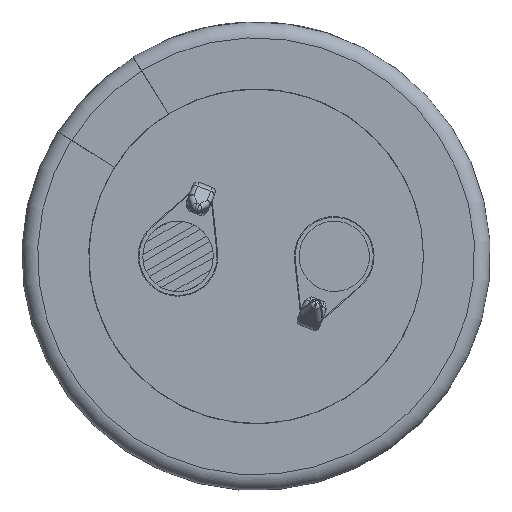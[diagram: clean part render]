
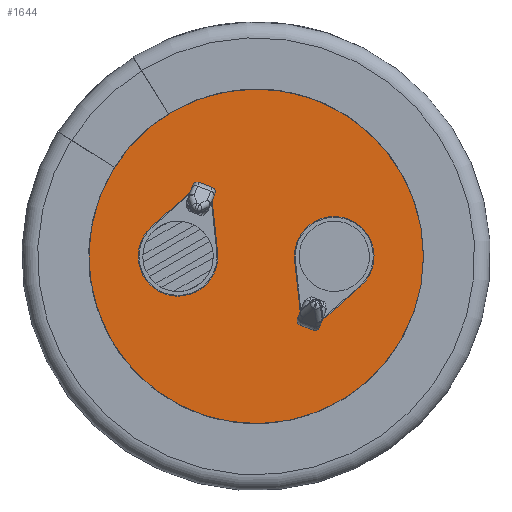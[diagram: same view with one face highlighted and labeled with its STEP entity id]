
A CAD part, front view. The second image highlights one B-rep face of the part: STEP entity #1644.
In plain terms, the highlighted planar face has unit normal (0, -1, 0).
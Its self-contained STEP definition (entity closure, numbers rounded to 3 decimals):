
#1644 = ADVANCED_FACE( '', ( #3463, #3464, #3465 ), #3466, .T. );
#3463 = FACE_OUTER_BOUND( '', #7176, .T. );
#3464 = FACE_BOUND( '', #7177, .T. );
#3465 = FACE_BOUND( '', #7178, .T. );
#3466 = PLANE( '', #7179 );
#7176 = EDGE_LOOP( '', ( #11965 ) );
#7177 = EDGE_LOOP( '', ( #11966, #11967, #11968, #11969 ) );
#7178 = EDGE_LOOP( '', ( #11970, #11971, #11972, #11973 ) );
#7179 = AXIS2_PLACEMENT_3D( '', #11974, #11975, #11976 );
#11965 = ORIENTED_EDGE( '', *, *, #13868, .T. );
#11966 = ORIENTED_EDGE( '', *, *, #14632, .F. );
#11967 = ORIENTED_EDGE( '', *, *, #13645, .F. );
#11968 = ORIENTED_EDGE( '', *, *, #12892, .F. );
#11969 = ORIENTED_EDGE( '', *, *, #14633, .F. );
#11970 = ORIENTED_EDGE( '', *, *, #14219, .T. );
#11971 = ORIENTED_EDGE( '', *, *, #14152, .T. );
#11972 = ORIENTED_EDGE( '', *, *, #14634, .T. );
#11973 = ORIENTED_EDGE( '', *, *, #12946, .T. );
#11974 = CARTESIAN_POINT( '', ( 0., 0., 0. ) );
#11975 = DIRECTION( '', ( 0., -1., 0. ) );
#11976 = DIRECTION( '', ( 1., 0., 0. ) );
#12892 = EDGE_CURVE( '', #15102, #15103, #15104, .T. );
#12946 = EDGE_CURVE( '', #15195, #15196, #15197, .T. );
#13645 = EDGE_CURVE( '', #15103, #16340, #16341, .T. );
#13868 = EDGE_CURVE( '', #16665, #16665, #16666, .T. );
#14152 = EDGE_CURVE( '', #17062, #17063, #17064, .T. );
#14219 = EDGE_CURVE( '', #15196, #17062, #17157, .T. );
#14632 = EDGE_CURVE( '', #16340, #17645, #17646, .T. );
#14633 = EDGE_CURVE( '', #17645, #15102, #17647, .T. );
#14634 = EDGE_CURVE( '', #17063, #15195, #17648, .T. );
#15102 = VERTEX_POINT( '', #18437 );
#15103 = VERTEX_POINT( '', #18438 );
#15104 = LINE( '', #18439, #18440 );
#15195 = VERTEX_POINT( '', #18656 );
#15196 = VERTEX_POINT( '', #18657 );
#15197 = CIRCLE( '', #18658, 2.55 );
#16340 = VERTEX_POINT( '', #21165 );
#16341 = LINE( '', #21166, #21167 );
#16665 = VERTEX_POINT( '', #21870 );
#16666 = CIRCLE( '', #21871, 12.429 );
#17062 = VERTEX_POINT( '', #22691 );
#17063 = VERTEX_POINT( '', #22692 );
#17064 = LINE( '', #22693, #22694 );
#17157 = LINE( '', #22915, #22916 );
#17645 = VERTEX_POINT( '', #24274 );
#17646 = LINE( '', #24275, #24276 );
#17647 = CIRCLE( '', #24277, 2.55 );
#17648 = LINE( '', #24278, #24279 );
#18437 = CARTESIAN_POINT( '', ( -2.465, 0., 0.274 ) );
#18438 = CARTESIAN_POINT( '', ( -2.814, 0., 3.497 ) );
#18439 = CARTESIAN_POINT( '', ( -2.465, 0., 0.274 ) );
#18440 = VECTOR( '', #24548, 1000. );
#18656 = CARTESIAN_POINT( '', ( 2.465, 0., -0.274 ) );
#18657 = CARTESIAN_POINT( '', ( 6.694, 0., -1.906 ) );
#18658 = AXIS2_PLACEMENT_3D( '', #24591, #24592, #24593 );
#21165 = CARTESIAN_POINT( '', ( -4.27, 0., 4.059 ) );
#21166 = CARTESIAN_POINT( '', ( -2.814, 0., 3.497 ) );
#21167 = VECTOR( '', #24843, 1000. );
#21870 = CARTESIAN_POINT( '', ( 12.429, 0., 0. ) );
#21871 = AXIS2_PLACEMENT_3D( '', #24927, #24928, #24929 );
#22691 = CARTESIAN_POINT( '', ( 4.27, 0., -4.059 ) );
#22692 = CARTESIAN_POINT( '', ( 2.814, 0., -3.497 ) );
#22693 = CARTESIAN_POINT( '', ( 4.27, 0., -4.059 ) );
#22694 = VECTOR( '', #25028, 1000. );
#22915 = CARTESIAN_POINT( '', ( 6.694, 0., -1.906 ) );
#22916 = VECTOR( '', #25053, 1000. );
#24274 = CARTESIAN_POINT( '', ( -6.694, 0., 1.906 ) );
#24275 = CARTESIAN_POINT( '', ( -4.27, 0., 4.059 ) );
#24276 = VECTOR( '', #25167, 1000. );
#24277 = AXIS2_PLACEMENT_3D( '', #25168, #25169, #25170 );
#24278 = CARTESIAN_POINT( '', ( 2.814, 0., -3.497 ) );
#24279 = VECTOR( '', #25171, 1000. );
#24548 = DIRECTION( '', ( -0.108, 0., 0.994 ) );
#24591 = CARTESIAN_POINT( '', ( 5., 0., 0. ) );
#24592 = DIRECTION( '', ( 0., 1., 0. ) );
#24593 = DIRECTION( '', ( 0., 0., -1. ) );
#24843 = DIRECTION( '', ( -0.933, 0., 0.36 ) );
#24927 = CARTESIAN_POINT( '', ( 0., 0., 0. ) );
#24928 = DIRECTION( '', ( 0., -1., 0. ) );
#24929 = DIRECTION( '', ( 1., 0., 0. ) );
#25028 = DIRECTION( '', ( -0.933, 0., 0.36 ) );
#25053 = DIRECTION( '', ( -0.748, 0., -0.664 ) );
#25167 = DIRECTION( '', ( -0.748, 0., -0.664 ) );
#25168 = CARTESIAN_POINT( '', ( -5., 0., 0. ) );
#25169 = DIRECTION( '', ( 0., -1., 0. ) );
#25170 = DIRECTION( '', ( 0., 0., 1. ) );
#25171 = DIRECTION( '', ( -0.108, 0., 0.994 ) );
